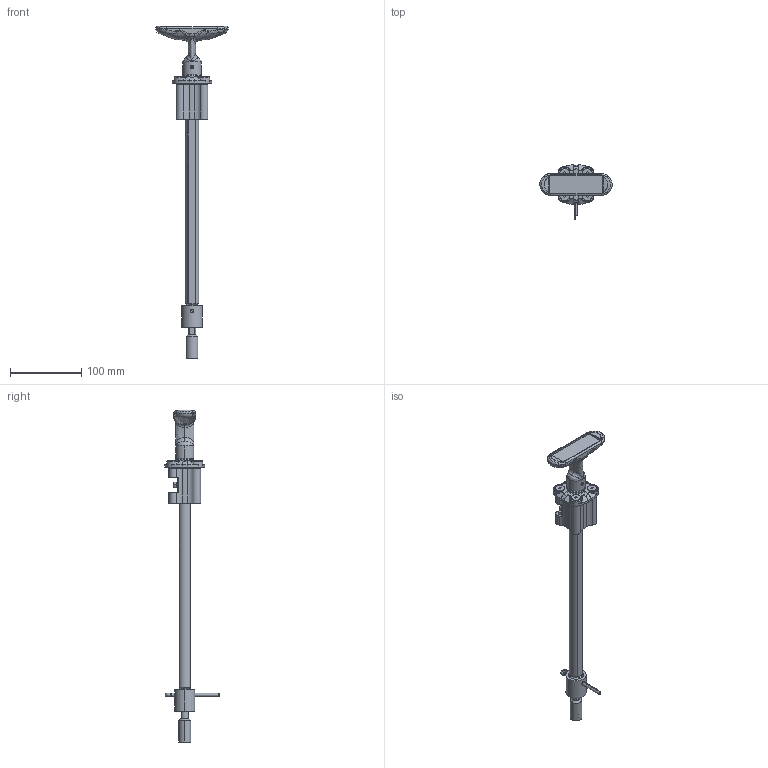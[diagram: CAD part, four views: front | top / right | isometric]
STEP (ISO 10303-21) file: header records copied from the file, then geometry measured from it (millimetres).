
FILE_DESCRIPTION((''),'2;1');
FILE_NAME('3002218_ASM','2011-05-11T',('jchabala'),(''),'PRO/ENGINEER BY PARAMETRIC TECHNOLOGY CORPORATION, 2007390','PRO/ENGINEER BY PARAMETRIC TECHNOLOGY CORPORATION, 2007390','');
FILE_SCHEMA(('CONFIG_CONTROL_DESIGN'));
Length unit declared in the file: inch
Products named in the file (16): 3000404; 4050439; 3040057; 4050442; 4050531; 4050530; 4050440; 3002181_ASM; 4050441-02; 3002105; 4050093-16; 4050307; 3040055; 3040065; 4050503; 3002218_ASM
Assembly tree (23 placements, depth 3):
  3002218_ASM
    3000404
    3002181_ASM
      4050439
      3040057  x2
      4050442  x3
      4050531  x2
      4050530  x2
      4050440
    4050441-02
    3002105
    4050093-16  x4
    4050307
    3040055
    3040065
    4050503
Bounding box: 101.59 x 76.24 x 465.96 mm (x, y, z)
Volume: 224079.9 mm3; surface area: 85447.7 mm2
Topology: 20 solids, 22 shells, 906 faces, 2341 edges, 1509 vertices
Faces by surface type: plane 459, cylinder 246, bspline 104, cone 58, torus 33, extrusion 4, sphere 2
Entity records: 34892 total; most frequent: CARTESIAN_POINT 15297, ORIENTED_EDGE 4194, DIRECTION 3704, EDGE_CURVE 2102, VERTEX_POINT 1353, VECTOR 1288, LINE 1284, AXIS2_PLACEMENT_3D 1208
